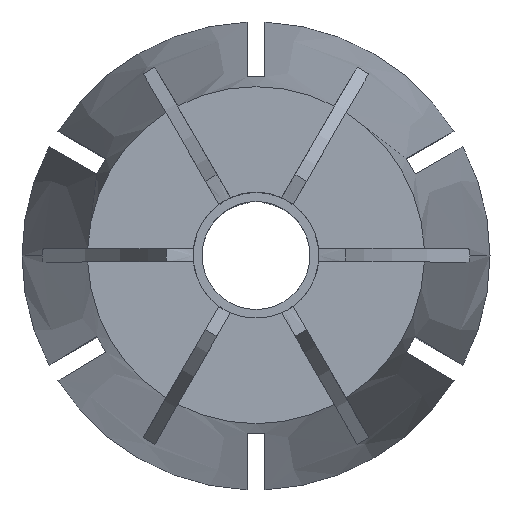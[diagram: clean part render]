
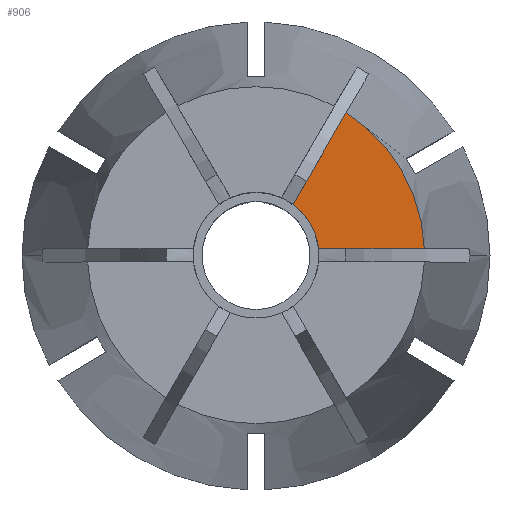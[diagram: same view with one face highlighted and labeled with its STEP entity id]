
A CAD part, top view. The second image highlights one B-rep face of the part: STEP entity #906.
In plain terms, the highlighted planar face has unit normal (0, 0, 1).
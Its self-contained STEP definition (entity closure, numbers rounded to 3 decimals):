
#143 = CARTESIAN_POINT ( 'NONE',  ( 2.065, 2.826, 0. ) ) ;
#282 = CIRCLE ( 'NONE', #3580, 9.36 ) ;
#331 = VERTEX_POINT ( 'NONE', #1394 ) ;
#387 = VERTEX_POINT ( 'NONE', #1767 ) ;
#477 = CARTESIAN_POINT ( 'NONE',  ( 9.353, 0.375, 0. ) ) ;
#541 = EDGE_CURVE ( 'NONE', #387, #2127, #1397, .T. ) ;
#761 = EDGE_LOOP ( 'NONE', ( #1719, #1730, #1309, #1851 ) ) ;
#816 = CARTESIAN_POINT ( 'NONE',  ( 0., 0., 0. ) ) ;
#906 = ADVANCED_FACE ( 'NONE', ( #1925 ), #2139, .F. ) ;
#933 = VECTOR ( 'NONE', #3465, 1000. ) ;
#962 = EDGE_CURVE ( 'NONE', #387, #1120, #2628, .T. ) ;
#976 = CARTESIAN_POINT ( 'NONE',  ( 0.325, -0.187, 0. ) ) ;
#1120 = VERTEX_POINT ( 'NONE', #143 ) ;
#1309 = ORIENTED_EDGE ( 'NONE', *, *, #541, .T. ) ;
#1376 = DIRECTION ( 'NONE',  ( 1., 0., 0. ) ) ;
#1394 = CARTESIAN_POINT ( 'NONE',  ( 5.001, 7.912, 0. ) ) ;
#1397 = LINE ( 'NONE', #2919, #2523 ) ;
#1719 = ORIENTED_EDGE ( 'NONE', *, *, #1893, .F. ) ;
#1730 = ORIENTED_EDGE ( 'NONE', *, *, #962, .F. ) ;
#1767 = CARTESIAN_POINT ( 'NONE',  ( 3.48, 0.375, 0. ) ) ;
#1835 = DIRECTION ( 'NONE',  ( 1., 0., 0. ) ) ;
#1851 = ORIENTED_EDGE ( 'NONE', *, *, #2418, .T. ) ;
#1893 = EDGE_CURVE ( 'NONE', #1120, #331, #2438, .T. ) ;
#1896 = DIRECTION ( 'NONE',  ( 0., 0., -1. ) ) ;
#1925 = FACE_OUTER_BOUND ( 'NONE', #761, .T. ) ;
#1978 = DIRECTION ( 'NONE',  ( 1., 0., 0. ) ) ;
#2127 = VERTEX_POINT ( 'NONE', #477 ) ;
#2139 = PLANE ( 'NONE',  #3151 ) ;
#2181 = CARTESIAN_POINT ( 'NONE',  ( 0., 0., 0. ) ) ;
#2418 = EDGE_CURVE ( 'NONE', #2127, #331, #282, .T. ) ;
#2438 = LINE ( 'NONE', #976, #933 ) ;
#2523 = VECTOR ( 'NONE', #1835, 1000. ) ;
#2583 = DIRECTION ( 'NONE',  ( 0., 0., 1. ) ) ;
#2628 = CIRCLE ( 'NONE', #2897, 3.5 ) ;
#2897 = AXIS2_PLACEMENT_3D ( 'NONE', #816, #3303, #1376 ) ;
#2919 = CARTESIAN_POINT ( 'NONE',  ( 0., 0.375, 0. ) ) ;
#3083 = CARTESIAN_POINT ( 'NONE',  ( 0., 0., 0. ) ) ;
#3151 = AXIS2_PLACEMENT_3D ( 'NONE', #2181, #1896, #3561 ) ;
#3303 = DIRECTION ( 'NONE',  ( 0., 0., 1. ) ) ;
#3465 = DIRECTION ( 'NONE',  ( 0.5, 0.866, 0. ) ) ;
#3561 = DIRECTION ( 'NONE',  ( -1., 0., 0. ) ) ;
#3580 = AXIS2_PLACEMENT_3D ( 'NONE', #3083, #2583, #1978 ) ;
